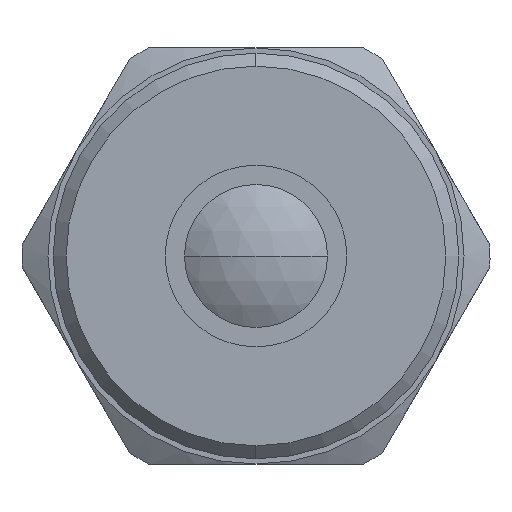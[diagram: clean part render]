
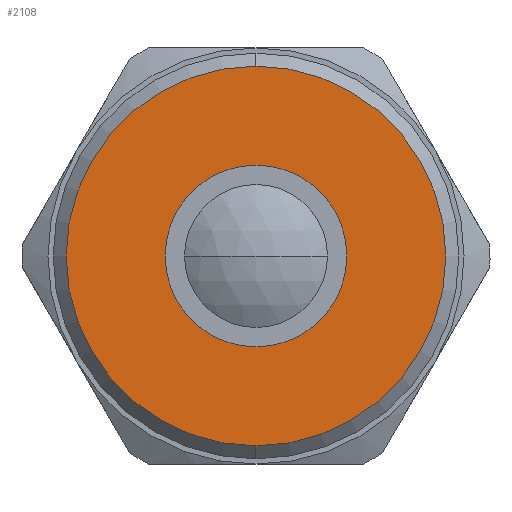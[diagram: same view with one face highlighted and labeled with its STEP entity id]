
A CAD part, left-side view. The second image highlights one B-rep face of the part: STEP entity #2108.
In plain terms, the highlighted planar face has unit normal (-1, 0, 0).
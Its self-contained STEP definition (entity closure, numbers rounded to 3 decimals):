
#400 = AXIS2_PLACEMENT_3D ( 'NONE', #9227, #2478, #2510 ) ;
#1232 = CARTESIAN_POINT ( 'NONE',  ( 3.8, 0., 0. ) ) ;
#1591 = ORIENTED_EDGE ( 'NONE', *, *, #4454, .T. ) ;
#1609 = CARTESIAN_POINT ( 'NONE',  ( 3.8, 0., 0. ) ) ;
#2017 = CIRCLE ( 'NONE', #5921, 3.495 ) ;
#2080 = DIRECTION ( 'NONE',  ( -1., 0., 0. ) ) ;
#2108 = ADVANCED_FACE ( 'NONE', ( #3312, #5851 ), #3959, .F. ) ;
#2220 = DIRECTION ( 'NONE',  ( -1., 0., 0. ) ) ;
#2478 = DIRECTION ( 'NONE',  ( 1., 0., 0. ) ) ;
#2510 = DIRECTION ( 'NONE',  ( 0., 0., -1. ) ) ;
#2680 = EDGE_CURVE ( 'NONE', #4888, #4400, #2017, .T. ) ;
#3011 = CARTESIAN_POINT ( 'NONE',  ( 3.8, 0., -7.3 ) ) ;
#3312 = FACE_BOUND ( 'NONE', #3925, .T. ) ;
#3554 = CARTESIAN_POINT ( 'NONE',  ( 3.8, 0., 7.3 ) ) ;
#3692 = CARTESIAN_POINT ( 'NONE',  ( 3.8, 0., 0. ) ) ;
#3744 = EDGE_CURVE ( 'NONE', #4400, #4888, #8060, .T. ) ;
#3861 = DIRECTION ( 'NONE',  ( 0., 0., 1. ) ) ;
#3925 = EDGE_LOOP ( 'NONE', ( #8156, #6295 ) ) ;
#3959 = PLANE ( 'NONE',  #400 ) ;
#3985 = CARTESIAN_POINT ( 'NONE',  ( 3.8, 0., 3.495 ) ) ;
#4083 = CARTESIAN_POINT ( 'NONE',  ( 3.8, 0., 0. ) ) ;
#4087 = CIRCLE ( 'NONE', #8498, 7.3 ) ;
#4101 = CARTESIAN_POINT ( 'NONE',  ( 3.8, 0., -3.495 ) ) ;
#4282 = EDGE_LOOP ( 'NONE', ( #9665, #1591 ) ) ;
#4400 = VERTEX_POINT ( 'NONE', #3985 ) ;
#4454 = EDGE_CURVE ( 'NONE', #9552, #6935, #4087, .T. ) ;
#4888 = VERTEX_POINT ( 'NONE', #4101 ) ;
#5851 = FACE_OUTER_BOUND ( 'NONE', #4282, .T. ) ;
#5921 = AXIS2_PLACEMENT_3D ( 'NONE', #4083, #7056, #7091 ) ;
#6027 = EDGE_CURVE ( 'NONE', #6935, #9552, #7442, .T. ) ;
#6295 = ORIENTED_EDGE ( 'NONE', *, *, #2680, .F. ) ;
#6890 = DIRECTION ( 'NONE',  ( -1., 0., 0. ) ) ;
#6935 = VERTEX_POINT ( 'NONE', #3011 ) ;
#7056 = DIRECTION ( 'NONE',  ( -1., 0., 0. ) ) ;
#7091 = DIRECTION ( 'NONE',  ( 0., 0., 1. ) ) ;
#7281 = DIRECTION ( 'NONE',  ( 0., 0., 1. ) ) ;
#7442 = CIRCLE ( 'NONE', #8640, 7.3 ) ;
#8060 = CIRCLE ( 'NONE', #8237, 3.495 ) ;
#8156 = ORIENTED_EDGE ( 'NONE', *, *, #3744, .F. ) ;
#8185 = DIRECTION ( 'NONE',  ( 0., 0., 1. ) ) ;
#8237 = AXIS2_PLACEMENT_3D ( 'NONE', #1232, #2080, #7281 ) ;
#8498 = AXIS2_PLACEMENT_3D ( 'NONE', #1609, #6890, #3861 ) ;
#8640 = AXIS2_PLACEMENT_3D ( 'NONE', #3692, #2220, #8185 ) ;
#9227 = CARTESIAN_POINT ( 'NONE',  ( 3.8, 7.3, 0. ) ) ;
#9552 = VERTEX_POINT ( 'NONE', #3554 ) ;
#9665 = ORIENTED_EDGE ( 'NONE', *, *, #6027, .T. ) ;
